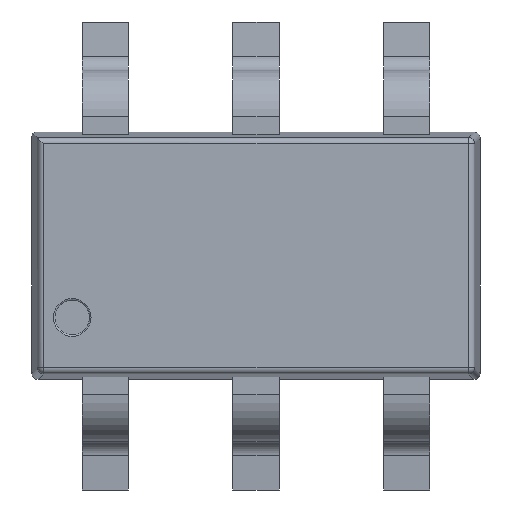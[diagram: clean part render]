
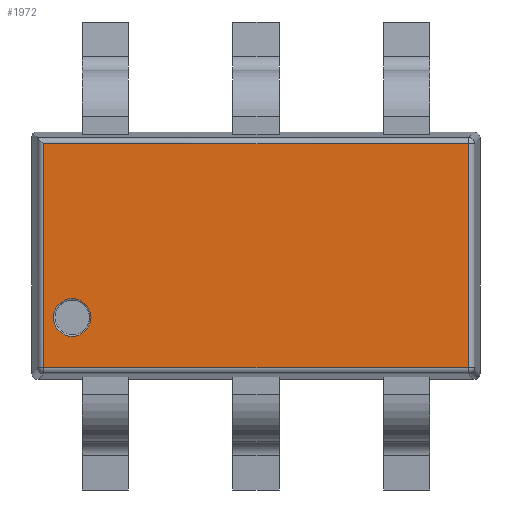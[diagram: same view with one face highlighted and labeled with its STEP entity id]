
A CAD part, top view. The second image highlights one B-rep face of the part: STEP entity #1972.
In plain terms, the highlighted planar face has unit normal (0, 0, 1).
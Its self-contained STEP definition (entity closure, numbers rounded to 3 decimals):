
#67=FACE_BOUND('',#680,.T.);
#68=LINE('',#2902,#284);
#69=LINE('',#2904,#285);
#70=LINE('',#2906,#286);
#71=LINE('',#2907,#287);
#284=VECTOR('',#2302,10.);
#285=VECTOR('',#2303,10.);
#286=VECTOR('',#2304,10.);
#287=VECTOR('',#2305,10.);
#500=PLANE('',#2102);
#566=FACE_OUTER_BOUND('',#679,.T.);
#679=EDGE_LOOP('',(#1349,#1350,#1351,#1352));
#680=EDGE_LOOP('',(#1353));
#792=CIRCLE('',#2099,0.122);
#865=VERTEX_POINT('',#2894);
#867=VERTEX_POINT('',#2900);
#868=VERTEX_POINT('',#2901);
#869=VERTEX_POINT('',#2903);
#870=VERTEX_POINT('',#2905);
#1050=EDGE_CURVE('',#865,#865,#792,.T.);
#1053=EDGE_CURVE('',#867,#868,#68,.T.);
#1054=EDGE_CURVE('',#869,#867,#69,.T.);
#1055=EDGE_CURVE('',#870,#869,#70,.T.);
#1056=EDGE_CURVE('',#868,#870,#71,.T.);
#1349=ORIENTED_EDGE('',*,*,#1053,.F.);
#1350=ORIENTED_EDGE('',*,*,#1054,.F.);
#1351=ORIENTED_EDGE('',*,*,#1055,.F.);
#1352=ORIENTED_EDGE('',*,*,#1056,.F.);
#1353=ORIENTED_EDGE('',*,*,#1050,.F.);
#1972=ADVANCED_FACE('',(#566,#67),#500,.T.);
#2099=AXIS2_PLACEMENT_3D('',#2895,#2294,#2295);
#2102=AXIS2_PLACEMENT_3D('',#2899,#2300,#2301);
#2294=DIRECTION('center_axis',(0.,0.,1.));
#2295=DIRECTION('ref_axis',(-1.,0.,0.));
#2300=DIRECTION('center_axis',(0.,0.,1.));
#2301=DIRECTION('ref_axis',(1.,0.,0.));
#2302=DIRECTION('',(0.,-1.,0.));
#2303=DIRECTION('',(1.,0.,0.));
#2304=DIRECTION('',(0.,1.,0.));
#2305=DIRECTION('',(-1.,0.,0.));
#2894=CARTESIAN_POINT('',(-1.135,-0.399,1.243));
#2895=CARTESIAN_POINT('Origin',(-1.257,-0.399,1.243));
#2899=CARTESIAN_POINT('Origin',(-0.068,0.,1.243));
#2900=CARTESIAN_POINT('',(1.307,0.725,1.243));
#2901=CARTESIAN_POINT('',(1.307,-0.725,1.243));
#2902=CARTESIAN_POINT('',(1.307,0.4,1.243));
#2903=CARTESIAN_POINT('',(-1.443,0.725,1.243));
#2904=CARTESIAN_POINT('',(-0.793,0.725,1.243));
#2905=CARTESIAN_POINT('',(-1.443,-0.725,1.243));
#2906=CARTESIAN_POINT('',(-1.443,-0.4,1.243));
#2907=CARTESIAN_POINT('',(0.657,-0.725,1.243));
